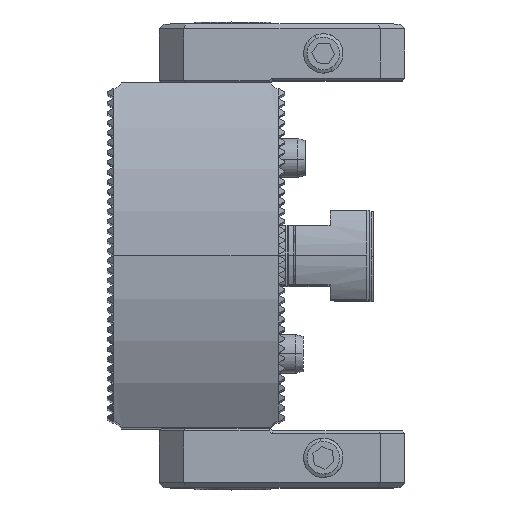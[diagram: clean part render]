
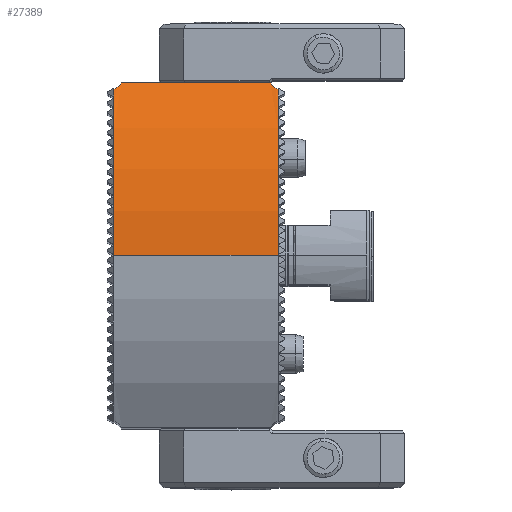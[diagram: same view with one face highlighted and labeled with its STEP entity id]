
A CAD part, top view. The second image highlights one B-rep face of the part: STEP entity #27389.
In plain terms, the highlighted cylindrical face has radius 65 mm (diameter 130 mm), a partial arc.
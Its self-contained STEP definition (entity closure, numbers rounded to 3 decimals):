
#503 = CARTESIAN_POINT ( 'NONE',  ( 16.7, 0., 50. ) ) ;
#2346 = CARTESIAN_POINT ( 'NONE',  ( 16.7, 33.8, 105.521 ) ) ;
#2493 = VECTOR ( 'NONE', #20520, 1000. ) ;
#2995 = VERTEX_POINT ( 'NONE', #8086 ) ;
#3955 = EDGE_CURVE ( 'NONE', #12486, #24581, #60176, .T. ) ;
#5526 = DIRECTION ( 'NONE',  ( 0., 0., -1. ) ) ;
#6034 = VECTOR ( 'NONE', #41517, 1000. ) ;
#6669 = EDGE_CURVE ( 'NONE', #2995, #57133, #40655, .T. ) ;
#8086 = CARTESIAN_POINT ( 'NONE',  ( 15.1, 35., 104.772 ) ) ;
#9390 = ORIENTED_EDGE ( 'NONE', *, *, #31927, .F. ) ;
#10855 = VECTOR ( 'NONE', #42889, 1000. ) ;
#12486 = VERTEX_POINT ( 'NONE', #62391 ) ;
#12749 = DIRECTION ( 'NONE',  ( 0., 0., 1. ) ) ;
#12852 = DIRECTION ( 'NONE',  ( -1., 0., 0. ) ) ;
#13036 = CARTESIAN_POINT ( 'NONE',  ( -15.1, 35., 104.772 ) ) ;
#13632 = CYLINDRICAL_SURFACE ( 'NONE', #52393, 65. ) ;
#13660 = CARTESIAN_POINT ( 'NONE',  ( -16.7, 33.8, 105.521 ) ) ;
#13866 = EDGE_LOOP ( 'NONE', ( #9390, #32376, #16717, #41543, #54748, #46086, #59732, #45228 ) ) ;
#13891 = VERTEX_POINT ( 'NONE', #53102 ) ;
#15734 = CARTESIAN_POINT ( 'NONE',  ( 18.3, 35., 104.772 ) ) ;
#16717 = ORIENTED_EDGE ( 'NONE', *, *, #55975, .F. ) ;
#19268 = LINE ( 'NONE', #51445, #6034 ) ;
#20520 = DIRECTION ( 'NONE',  ( -1., 0., 0. ) ) ;
#21641 =( BOUNDED_CURVE ( )  B_SPLINE_CURVE ( 3, ( #24147, #53840, #29139, #63778 ),
 .UNSPECIFIED., .F., .T. ) 
 B_SPLINE_CURVE_WITH_KNOTS ( ( 4, 4 ),
 ( 1.002, 1.024 ),
 .UNSPECIFIED. ) 
 CURVE ( )  GEOMETRIC_REPRESENTATION_ITEM ( )  RATIONAL_B_SPLINE_CURVE ( ( 1., 1., 1., 1. ) ) 
 REPRESENTATION_ITEM ( '' )  );
#22686 = EDGE_CURVE ( 'NONE', #29201, #13891, #53600, .T. ) ;
#22796 = DIRECTION ( 'NONE',  ( -1., 0., 0. ) ) ;
#24147 = CARTESIAN_POINT ( 'NONE',  ( 15.1, 35., 104.772 ) ) ;
#24498 = EDGE_CURVE ( 'NONE', #26894, #29201, #19268, .T. ) ;
#24581 = VERTEX_POINT ( 'NONE', #2346 ) ;
#26894 = VERTEX_POINT ( 'NONE', #28093 ) ;
#27389 = ADVANCED_FACE ( 'NONE', ( #34004 ), #13632, .T. ) ;
#27659 = DIRECTION ( 'NONE',  ( 1., 0., 0. ) ) ;
#27663 = AXIS2_PLACEMENT_3D ( 'NONE', #503, #35355, #5526 ) ;
#28093 = CARTESIAN_POINT ( 'NONE',  ( -16.3, 33.8, 105.521 ) ) ;
#28502 = VERTEX_POINT ( 'NONE', #55796 ) ;
#28546 = VECTOR ( 'NONE', #12852, 1000. ) ;
#29139 = CARTESIAN_POINT ( 'NONE',  ( 15.897, 34.203, 105.276 ) ) ;
#29201 = VERTEX_POINT ( 'NONE', #13660 ) ;
#31927 = EDGE_CURVE ( 'NONE', #12486, #13891, #54888, .T. ) ;
#32376 = ORIENTED_EDGE ( 'NONE', *, *, #3955, .T. ) ;
#33234 =( BOUNDED_CURVE ( )  B_SPLINE_CURVE ( 3, ( #13036, #58656, #63625, #34009 ),
 .UNSPECIFIED., .F., .F. ) 
 B_SPLINE_CURVE_WITH_KNOTS ( ( 4, 4 ),
 ( 4.144, 4.166 ),
 .UNSPECIFIED. ) 
 CURVE ( )  GEOMETRIC_REPRESENTATION_ITEM ( )  RATIONAL_B_SPLINE_CURVE ( ( 1., 1., 1., 1. ) ) 
 REPRESENTATION_ITEM ( '' )  );
#34004 = FACE_OUTER_BOUND ( 'NONE', #13866, .T. ) ;
#34009 = CARTESIAN_POINT ( 'NONE',  ( -16.3, 33.8, 105.521 ) ) ;
#35355 = DIRECTION ( 'NONE',  ( -1., 0., 0. ) ) ;
#40655 = LINE ( 'NONE', #15734, #2493 ) ;
#41517 = DIRECTION ( 'NONE',  ( -1., 0., 0. ) ) ;
#41543 = ORIENTED_EDGE ( 'NONE', *, *, #52380, .F. ) ;
#42889 = DIRECTION ( 'NONE',  ( 1., 0., 0. ) ) ;
#45228 = ORIENTED_EDGE ( 'NONE', *, *, #22686, .T. ) ;
#46086 = ORIENTED_EDGE ( 'NONE', *, *, #50643, .T. ) ;
#47491 = CARTESIAN_POINT ( 'NONE',  ( 18.3, 0., 50. ) ) ;
#50643 = EDGE_CURVE ( 'NONE', #57133, #26894, #33234, .T. ) ;
#51445 = CARTESIAN_POINT ( 'NONE',  ( 18.3, 33.8, 105.521 ) ) ;
#52380 = EDGE_CURVE ( 'NONE', #2995, #28502, #21641, .T. ) ;
#52393 = AXIS2_PLACEMENT_3D ( 'NONE', #47491, #22796, #12749 ) ;
#52831 = CARTESIAN_POINT ( 'NONE',  ( 18.3, 33.8, 105.521 ) ) ;
#53102 = CARTESIAN_POINT ( 'NONE',  ( -16.7, 0., 115. ) ) ;
#53600 = CIRCLE ( 'NONE', #53940, 65. ) ;
#53840 = CARTESIAN_POINT ( 'NONE',  ( 15.497, 34.603, 105.026 ) ) ;
#53940 = AXIS2_PLACEMENT_3D ( 'NONE', #57309, #27659, #62273 ) ;
#54748 = ORIENTED_EDGE ( 'NONE', *, *, #6669, .T. ) ;
#54888 = LINE ( 'NONE', #57341, #28546 ) ;
#55796 = CARTESIAN_POINT ( 'NONE',  ( 16.3, 33.8, 105.521 ) ) ;
#55975 = EDGE_CURVE ( 'NONE', #28502, #24581, #62102, .T. ) ;
#57133 = VERTEX_POINT ( 'NONE', #58689 ) ;
#57309 = CARTESIAN_POINT ( 'NONE',  ( -16.7, 0., 50. ) ) ;
#57341 = CARTESIAN_POINT ( 'NONE',  ( 18.3, 0., 115. ) ) ;
#58656 = CARTESIAN_POINT ( 'NONE',  ( -15.497, 34.603, 105.026 ) ) ;
#58689 = CARTESIAN_POINT ( 'NONE',  ( -15.1, 35., 104.772 ) ) ;
#59732 = ORIENTED_EDGE ( 'NONE', *, *, #24498, .T. ) ;
#60176 = CIRCLE ( 'NONE', #27663, 65. ) ;
#62102 = LINE ( 'NONE', #52831, #10855 ) ;
#62273 = DIRECTION ( 'NONE',  ( 0., 0., -1. ) ) ;
#62391 = CARTESIAN_POINT ( 'NONE',  ( 16.7, 0., 115. ) ) ;
#63625 = CARTESIAN_POINT ( 'NONE',  ( -15.897, 34.203, 105.276 ) ) ;
#63778 = CARTESIAN_POINT ( 'NONE',  ( 16.3, 33.8, 105.521 ) ) ;
